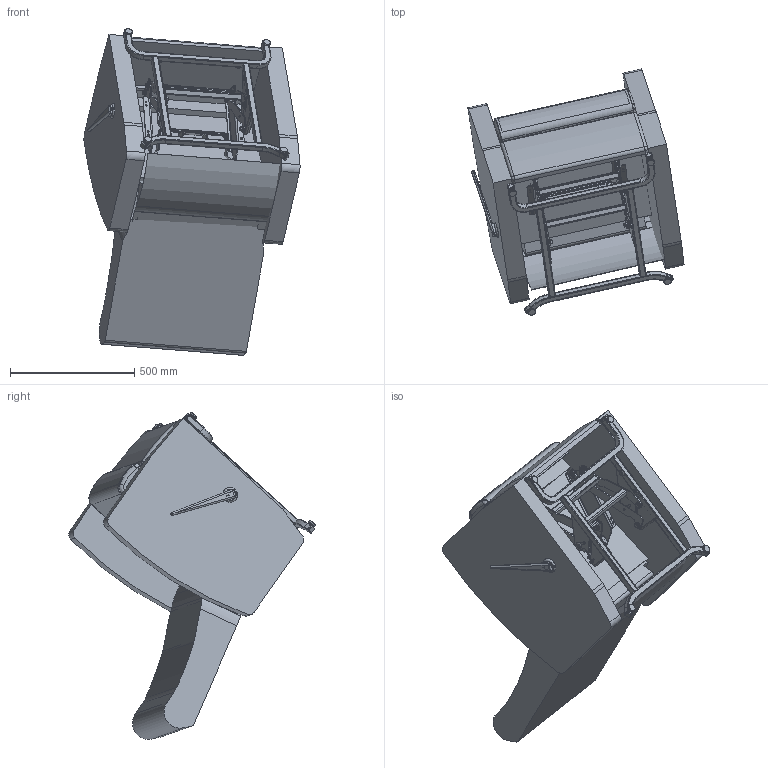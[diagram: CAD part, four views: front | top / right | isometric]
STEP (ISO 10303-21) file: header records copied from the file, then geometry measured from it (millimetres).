
FILE_DESCRIPTION(/* description */ (''),/* implementation_level */ '2;1');
FILE_NAME(/* name */ 'KP1304F.stp',/* time_stamp */ '2018-05-23T10:49:33-04:00',/* author */ ('emehringer'),/* organization */ (''),/* preprocessor_version */ 'ST-DEVELOPER v16.13',/* originating_system */ 'Autodesk Inventor 2018',/* authorisation */ '');
FILE_SCHEMA (('AUTOMOTIVE_DESIGN { 1 0 10303 214 3 1 1 }'));
Products named in the file (8): KP1304F; HANDLE 3/4 BLK; UBASE E1304 (CABLE LEVER); OD1305 UBACK; USEAT 1304; OD1305 UKO; H1010 UBACK COVER; LIFT BASE 10
Assembly tree (7 placements, depth 2):
  KP1304F
    HANDLE 3/4 BLK
    UBASE E1304 (CABLE LEVER)
    OD1305 UBACK
    USEAT 1304
    OD1305 UKO
    H1010 UBACK COVER
    LIFT BASE 10
Bounding box: 869.82 x 990.75 x 1314.84 mm (x, y, z)
Volume: 150838208.6 mm3; surface area: 5829228.6 mm2
Topology: 13 solids, 60 shells, 3758 faces, 9893 edges, 6348 vertices
Faces by surface type: plane 1520, cylinder 1106, bspline 624, cone 289, torus 177, sphere 42
Full cylindrical faces by diameter (mm): 5.08 x12, 5.334 x1, 6.528 x8, 7.137 x4, 7.925 x2, 7.937 x4, 9.541 x1, 9.561 x2, 9.804 x2, 9.906 x8, 10.033 x2, 10.109 x12, 10.871 x12, 12.395 x12, 12.649 x12, 12.7 x12, 13.462 x14, 13.579 x12, 15.875 x12, 18.288 x4, 22.225 x12, 22.479 x12, 24.181 x4, 25.4 x14, 42.037 x1, 60.325 x1
Entity records: 266069 total; most frequent: CARTESIAN_POINT 176298, ORIENTED_EDGE 18854, DIRECTION 17492, EDGE_CURVE 9427, AXIS2_PLACEMENT_3D 6942, VERTEX_POINT 6249, EDGE_LOOP 4492, FACE_OUTER_BOUND 3758
